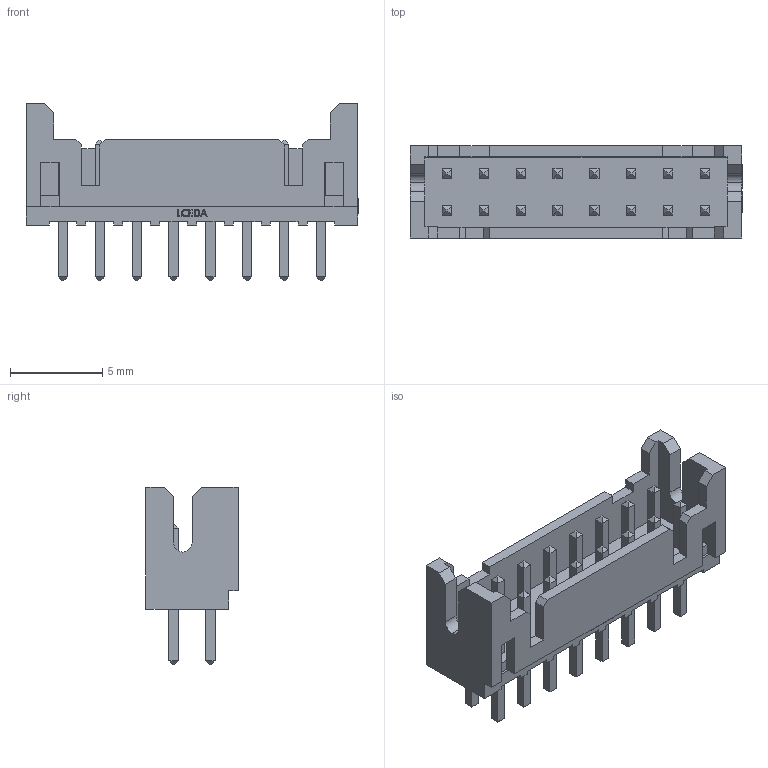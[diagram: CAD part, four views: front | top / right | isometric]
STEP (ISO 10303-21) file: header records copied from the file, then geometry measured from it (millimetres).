
FILE_DESCRIPTION (( 'STEP AP214' ), '1' );
FILE_NAME ('CONN-TH_DF11-16DP-2DSA-08.step', '2022-08-05T11:22:59', ( '' ), ( '' ), 'SwSTEP 2.0', 'SolidWorks 2020', '' );
FILE_SCHEMA (( 'AUTOMOTIVE_DESIGN' ));
Length unit declared in the file: millimetre
Products named in the file (1): CONN-TH_DF11-16DP-2DSA-08
Bounding box: 18 x 5 x 9.6 mm (x, y, z)
Volume: 238.3 mm3; surface area: 757.2 mm2
Topology: 14 solids, 14 shells, 626 faces, 1607 edges, 1044 vertices
Faces by surface type: plane 524, bspline 98, cylinder 4
Entity records: 25155 total; most frequent: CARTESIAN_POINT 4780, ORIENTED_EDGE 3214, DIRECTION 2459, EDGE_CURVE 1607, LINE 1385, VECTOR 1385, VERTEX_POINT 1044, EDGE_LOOP 677
